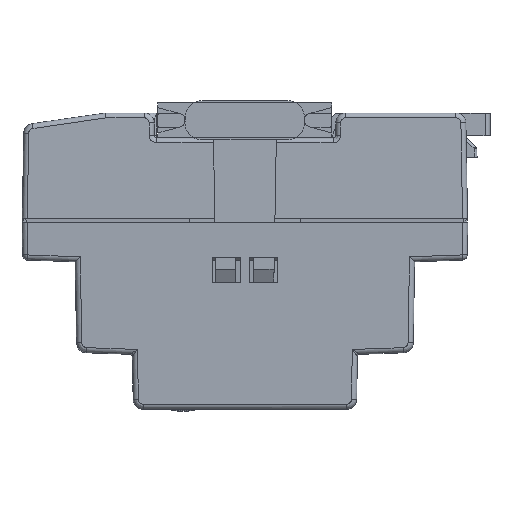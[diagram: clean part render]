
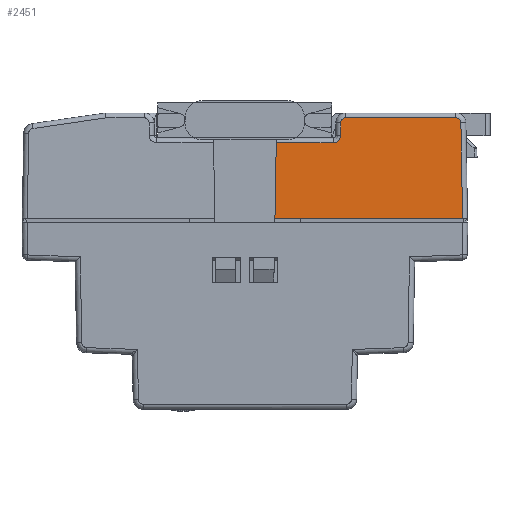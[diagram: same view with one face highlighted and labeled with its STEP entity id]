
A CAD part, front view. The second image highlights one B-rep face of the part: STEP entity #2451.
In plain terms, the highlighted planar face has unit normal (0, -1, 0.018).
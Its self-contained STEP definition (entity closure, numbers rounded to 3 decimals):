
#2451 = ADVANCED_FACE( '', ( #7071 ), #7072, .F. );
#7071 = FACE_OUTER_BOUND( '', #13861, .T. );
#7072 = PLANE( '', #13862 );
#13861 = EDGE_LOOP( '', ( #25038, #25039, #25040, #25041, #25042, #25043, #25044, #25045, #25046 ) );
#13862 = AXIS2_PLACEMENT_3D( '', #25047, #25048, #25049 );
#25038 = ORIENTED_EDGE( '', *, *, #40783, .F. );
#25039 = ORIENTED_EDGE( '', *, *, #40784, .F. );
#25040 = ORIENTED_EDGE( '', *, *, #40357, .T. );
#25041 = ORIENTED_EDGE( '', *, *, #40785, .T. );
#25042 = ORIENTED_EDGE( '', *, *, #40786, .T. );
#25043 = ORIENTED_EDGE( '', *, *, #40787, .T. );
#25044 = ORIENTED_EDGE( '', *, *, #40788, .T. );
#25045 = ORIENTED_EDGE( '', *, *, #40789, .T. );
#25046 = ORIENTED_EDGE( '', *, *, #40660, .T. );
#25047 = CARTESIAN_POINT( '', ( 45.994, -17.845, -15.792 ) );
#25048 = DIRECTION( '', ( 0., 1., -0.017 ) );
#25049 = DIRECTION( '', ( -1., 0., 0. ) );
#40357 = EDGE_CURVE( '', #45605, #45603, #45606, .T. );
#40660 = EDGE_CURVE( '', #46145, #46146, #46147, .T. );
#40783 = EDGE_CURVE( '', #46347, #46146, #46348, .T. );
#40784 = EDGE_CURVE( '', #45605, #46347, #46349, .T. );
#40785 = EDGE_CURVE( '', #45603, #46350, #46351, .T. );
#40786 = EDGE_CURVE( '', #46350, #46352, #46353, .T. );
#40787 = EDGE_CURVE( '', #46352, #46354, #46355, .T. );
#40788 = EDGE_CURVE( '', #46354, #46356, #46357, .T. );
#40789 = EDGE_CURVE( '', #46356, #46145, #46358, .T. );
#45603 = VERTEX_POINT( '', #52726 );
#45605 = VERTEX_POINT( '', #52737 );
#45606 = LINE( '', #52738, #52739 );
#46145 = VERTEX_POINT( '', #53639 );
#46146 = VERTEX_POINT( '', #53640 );
#46147 = LINE( '', #53641, #53642 );
#46347 = VERTEX_POINT( '', #53974 );
#46348 = LINE( '', #53975, #53976 );
#46349 = LINE( '', #53977, #53978 );
#46350 = VERTEX_POINT( '', #53979 );
#46351 = CIRCLE( '', #53980, 1. );
#46352 = VERTEX_POINT( '', #53981 );
#46353 = LINE( '', #53982, #53983 );
#46354 = VERTEX_POINT( '', #53984 );
#46355 = CIRCLE( '', #53985, 1. );
#46356 = VERTEX_POINT( '', #53986 );
#46357 = LINE( '', #53987, #53988 );
#46358 = B_SPLINE_CURVE_WITH_KNOTS( '', 2, ( #53989, #53990, #53991, #53992, #53993, #53994, #53995, #53996, #53997 ), .UNSPECIFIED., .F., .F., ( 3, 2, 2, 2, 3 ), ( 0., 0.25, 0.5, 0.75, 1. ), .UNSPECIFIED. );
#52726 = CARTESIAN_POINT( '', ( 43.475, -17.51, 3.443 ) );
#52737 = CARTESIAN_POINT( '', ( 43.811, -17.845, -15.792 ) );
#52738 = CARTESIAN_POINT( '', ( 43.811, -17.845, -15.792 ) );
#52739 = VECTOR( '', #65187, 1000. );
#53639 = CARTESIAN_POINT( '', ( 17.811, -17.58, -0.575 ) );
#53640 = CARTESIAN_POINT( '', ( 6.365, -17.58, -0.575 ) );
#53641 = CARTESIAN_POINT( '', ( 17.811, -17.58, -0.575 ) );
#53642 = VECTOR( '', #65456, 1000. );
#53974 = CARTESIAN_POINT( '', ( 6.099, -17.845, -15.792 ) );
#53975 = CARTESIAN_POINT( '', ( 6.099, -17.845, -15.792 ) );
#53976 = VECTOR( '', #65576, 1000. );
#53977 = CARTESIAN_POINT( '', ( 43.811, -17.845, -15.792 ) );
#53978 = VECTOR( '', #65577, 1000. );
#53979 = CARTESIAN_POINT( '', ( 42.475, -17.492, 4.425 ) );
#53980 = AXIS2_PLACEMENT_3D( '', #65578, #65579, #65580 );
#53981 = CARTESIAN_POINT( '', ( 20.311, -17.492, 4.425 ) );
#53982 = CARTESIAN_POINT( '', ( 42.475, -17.492, 4.425 ) );
#53983 = VECTOR( '', #65581, 1000. );
#53984 = CARTESIAN_POINT( '', ( 19.311, -17.51, 3.425 ) );
#53985 = AXIS2_PLACEMENT_3D( '', #65582, #65583, #65584 );
#53986 = CARTESIAN_POINT( '', ( 19.311, -17.554, 0.925 ) );
#53987 = CARTESIAN_POINT( '', ( 19.311, -17.51, 3.425 ) );
#53988 = VECTOR( '', #65585, 1000. );
#53989 = CARTESIAN_POINT( '', ( 19.311, -17.554, 0.925 ) );
#53990 = CARTESIAN_POINT( '', ( 19.31, -17.559, 0.627 ) );
#53991 = CARTESIAN_POINT( '', ( 19.196, -17.564, 0.35 ) );
#53992 = CARTESIAN_POINT( '', ( 19.082, -17.568, 0.075 ) );
#53993 = CARTESIAN_POINT( '', ( 18.87, -17.572, -0.136 ) );
#53994 = CARTESIAN_POINT( '', ( 18.66, -17.576, -0.346 ) );
#53995 = CARTESIAN_POINT( '', ( 18.384, -17.578, -0.46 ) );
#53996 = CARTESIAN_POINT( '', ( 18.109, -17.58, -0.574 ) );
#53997 = CARTESIAN_POINT( '', ( 17.811, -17.58, -0.575 ) );
#65187 = DIRECTION( '', ( -0.017, 0.017, 1. ) );
#65456 = DIRECTION( '', ( -1., 0., 0. ) );
#65576 = DIRECTION( '', ( 0.017, 0.017, 1. ) );
#65577 = DIRECTION( '', ( -1., 0., 0. ) );
#65578 = CARTESIAN_POINT( '', ( 42.475, -17.51, 3.426 ) );
#65579 = DIRECTION( '', ( 0., -1., 0.017 ) );
#65580 = DIRECTION( '', ( 1., 0., 0.017 ) );
#65581 = DIRECTION( '', ( -1., 0., 0. ) );
#65582 = CARTESIAN_POINT( '', ( 20.311, -17.51, 3.426 ) );
#65583 = DIRECTION( '', ( 0., -1., 0.017 ) );
#65584 = DIRECTION( '', ( 0., 0.017, 1. ) );
#65585 = DIRECTION( '', ( 0., -0.017, -1. ) );
